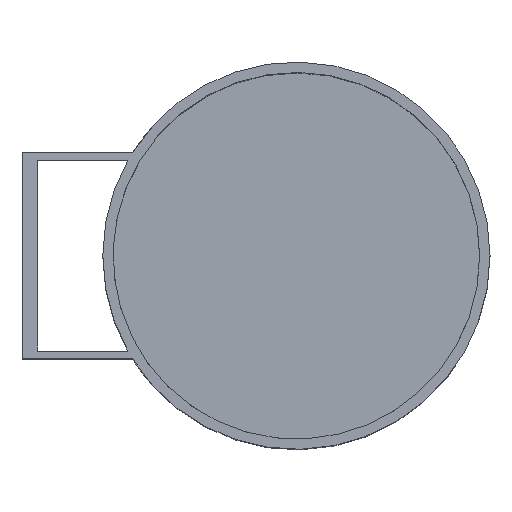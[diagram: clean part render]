
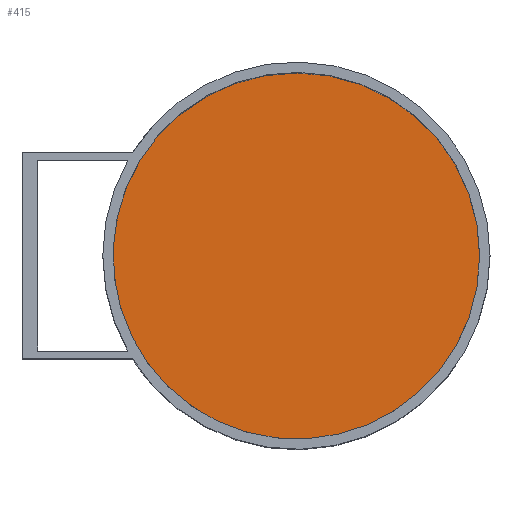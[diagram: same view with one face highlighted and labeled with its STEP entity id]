
A CAD part, top view. The second image highlights one B-rep face of the part: STEP entity #415.
In plain terms, the highlighted planar face has unit normal (0, 0, 1).
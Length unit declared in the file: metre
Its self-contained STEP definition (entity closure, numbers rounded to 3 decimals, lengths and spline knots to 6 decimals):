
#21=LINE('',#634,#57);
#22=LINE('',#638,#58);
#57=VECTOR('',#503,1.);
#58=VECTOR('',#506,1.);
#93=ORIENTED_EDGE('',*,*,#215,.T.);
#94=ORIENTED_EDGE('',*,*,#216,.T.);
#95=ORIENTED_EDGE('',*,*,#217,.T.);
#96=ORIENTED_EDGE('',*,*,#218,.T.);
#97=ORIENTED_EDGE('',*,*,#219,.T.);
#98=ORIENTED_EDGE('',*,*,#220,.T.);
#99=ORIENTED_EDGE('',*,*,#221,.T.);
#100=ORIENTED_EDGE('',*,*,#222,.T.);
#101=ORIENTED_EDGE('',*,*,#223,.T.);
#102=ORIENTED_EDGE('',*,*,#224,.T.);
#215=EDGE_CURVE('',#276,#277,#317,.T.);
#216=EDGE_CURVE('',#277,#278,#21,.T.);
#217=EDGE_CURVE('',#278,#279,#318,.T.);
#218=EDGE_CURVE('',#279,#280,#22,.T.);
#219=EDGE_CURVE('',#280,#281,#319,.T.);
#220=EDGE_CURVE('',#281,#282,#320,.T.);
#221=EDGE_CURVE('',#282,#283,#321,.T.);
#222=EDGE_CURVE('',#283,#284,#322,.T.);
#223=EDGE_CURVE('',#284,#285,#323,.T.);
#224=EDGE_CURVE('',#285,#276,#324,.T.);
#276=VERTEX_POINT('',#632);
#277=VERTEX_POINT('',#633);
#278=VERTEX_POINT('',#635);
#279=VERTEX_POINT('',#637);
#280=VERTEX_POINT('',#639);
#281=VERTEX_POINT('',#641);
#282=VERTEX_POINT('',#643);
#283=VERTEX_POINT('',#645);
#284=VERTEX_POINT('',#647);
#285=VERTEX_POINT('',#649);
#317=CIRCLE('',#451,0.02815);
#318=CIRCLE('',#452,0.02665);
#319=CIRCLE('',#453,0.02815);
#320=CIRCLE('',#454,0.02815);
#321=CIRCLE('',#455,0.02815);
#322=CIRCLE('',#456,0.0175);
#323=CIRCLE('',#457,0.02665);
#324=CIRCLE('',#458,0.0175);
#342=EDGE_LOOP('',(#93,#94,#95,#96,#97,#98,#99,#100,#101,#102));
#372=FACE_BOUND('',#342,.T.);
#402=PLANE('',#450);
#415=ADVANCED_FACE('',(#372),#402,.T.);
#450=AXIS2_PLACEMENT_3D('',#630,#499,#500);
#451=AXIS2_PLACEMENT_3D('',#631,#501,#502);
#452=AXIS2_PLACEMENT_3D('',#636,#504,#505);
#453=AXIS2_PLACEMENT_3D('',#640,#507,#508);
#454=AXIS2_PLACEMENT_3D('',#642,#509,#510);
#455=AXIS2_PLACEMENT_3D('',#644,#511,#512);
#456=AXIS2_PLACEMENT_3D('',#646,#513,#514);
#457=AXIS2_PLACEMENT_3D('',#648,#515,#516);
#458=AXIS2_PLACEMENT_3D('',#650,#517,#518);
#499=DIRECTION('',(0.,0.,1.));
#500=DIRECTION('',(1.,0.,0.));
#501=DIRECTION('',(0.,0.,1.));
#502=DIRECTION('',(1.,0.,0.));
#503=DIRECTION('',(1.,0.,0.));
#504=DIRECTION('',(0.,0.,1.));
#505=DIRECTION('',(1.,0.,0.));
#506=DIRECTION('',(-1.,0.,0.));
#507=DIRECTION('',(0.,0.,1.));
#508=DIRECTION('',(1.,0.,0.));
#509=DIRECTION('',(0.,0.,1.));
#510=DIRECTION('',(1.,0.,0.));
#511=DIRECTION('',(0.,0.,1.));
#512=DIRECTION('',(1.,0.,0.));
#513=DIRECTION('',(0.,0.,1.));
#514=DIRECTION('',(1.,0.,0.));
#515=DIRECTION('',(0.,0.,1.));
#516=DIRECTION('',(1.,0.,0.));
#517=DIRECTION('',(0.,0.,1.));
#518=DIRECTION('',(1.,0.,0.));
#630=CARTESIAN_POINT('',(0.,0.,0.033));
#631=CARTESIAN_POINT('',(0.,0.,0.033));
#632=CARTESIAN_POINT('',(-0.022053,0.017496,0.033));
#633=CARTESIAN_POINT('',(-0.023821,0.015,0.033));
#634=CARTESIAN_POINT('',(0.,0.015,0.033));
#635=CARTESIAN_POINT('',(-0.022028,0.015,0.033));
#636=CARTESIAN_POINT('',(0.,0.,0.033));
#637=CARTESIAN_POINT('',(-0.022764,0.013857,0.033));
#638=CARTESIAN_POINT('',(0.,0.013857,0.033));
#639=CARTESIAN_POINT('',(-0.024503,0.013857,0.033));
#640=CARTESIAN_POINT('',(0.,0.,0.033));
#641=CARTESIAN_POINT('',(-0.024503,-0.013857,0.033));
#642=CARTESIAN_POINT('',(0.,0.,0.033));
#643=CARTESIAN_POINT('',(-0.023821,-0.015,0.033));
#644=CARTESIAN_POINT('',(0.,0.,0.033));
#645=CARTESIAN_POINT('',(-0.022053,-0.017496,0.033));
#646=CARTESIAN_POINT('',(-0.02244,0.,0.033));
#647=CARTESIAN_POINT('',(-0.020221,-0.017359,0.033));
#648=CARTESIAN_POINT('',(0.,0.,0.033));
#649=CARTESIAN_POINT('',(-0.020221,0.017359,0.033));
#650=CARTESIAN_POINT('',(-0.02244,0.,0.033));
